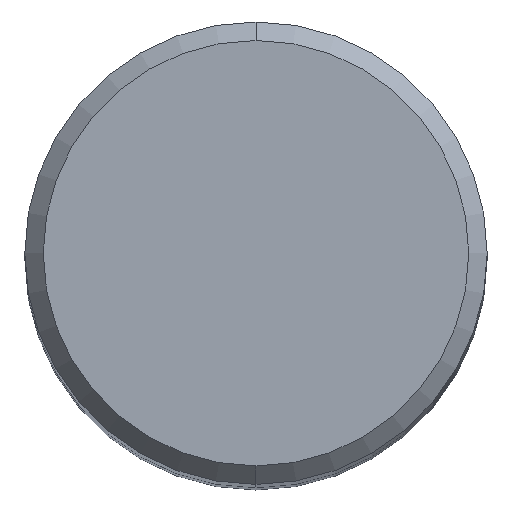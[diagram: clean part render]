
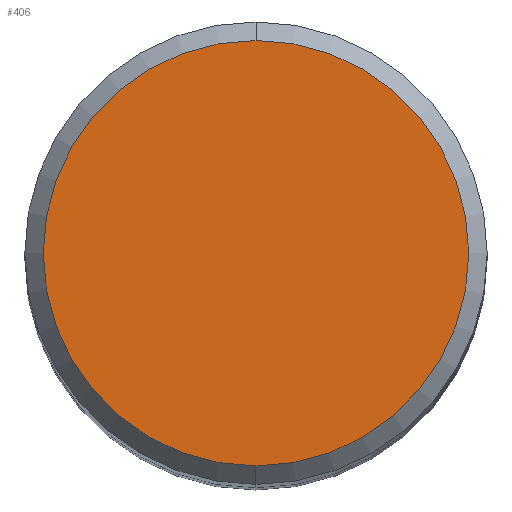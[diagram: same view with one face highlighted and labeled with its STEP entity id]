
A CAD part, top view. The second image highlights one B-rep face of the part: STEP entity #406.
In plain terms, the highlighted planar face has unit normal (0, 0, 1).
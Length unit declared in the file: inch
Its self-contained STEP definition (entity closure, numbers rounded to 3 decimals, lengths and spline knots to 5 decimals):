
#2 = DIRECTION ( 'NONE',  ( 0., 0., -1. ) ) ;
#24 = DIRECTION ( 'NONE',  ( 0., -1., 0. ) ) ;
#36 = PLANE ( 'NONE',  #318 ) ;
#86 = VERTEX_POINT ( 'NONE', #142 ) ;
#125 = EDGE_CURVE ( 'NONE', #86, #261, #176, .T. ) ;
#134 = DIRECTION ( 'NONE',  ( 0., 1., 0. ) ) ;
#142 = CARTESIAN_POINT ( 'NONE',  ( 0., -0.23, 0. ) ) ;
#176 = CIRCLE ( 'NONE', #328, 0.23 ) ;
#181 = EDGE_LOOP ( 'NONE', ( #414, #229 ) ) ;
#189 = CARTESIAN_POINT ( 'NONE',  ( 0., 0.23, 0. ) ) ;
#191 = AXIS2_PLACEMENT_3D ( 'NONE', #390, #258, #290 ) ;
#229 = ORIENTED_EDGE ( 'NONE', *, *, #125, .T. ) ;
#252 = DIRECTION ( 'NONE',  ( 0., 0., 1. ) ) ;
#258 = DIRECTION ( 'NONE',  ( 0., 0., 1. ) ) ;
#261 = VERTEX_POINT ( 'NONE', #402 ) ;
#276 = EDGE_CURVE ( 'NONE', #261, #86, #404, .T. ) ;
#290 = DIRECTION ( 'NONE',  ( 0., -1., 0. ) ) ;
#309 = CARTESIAN_POINT ( 'NONE',  ( 0., 0., 0. ) ) ;
#318 = AXIS2_PLACEMENT_3D ( 'NONE', #189, #2, #134 ) ;
#328 = AXIS2_PLACEMENT_3D ( 'NONE', #309, #252, #24 ) ;
#353 = FACE_OUTER_BOUND ( 'NONE', #181, .T. ) ;
#390 = CARTESIAN_POINT ( 'NONE',  ( 0., 0., 0. ) ) ;
#402 = CARTESIAN_POINT ( 'NONE',  ( 0., 0.23, 0. ) ) ;
#404 = CIRCLE ( 'NONE', #191, 0.23 ) ;
#406 = ADVANCED_FACE ( 'NONE', ( #353 ), #36, .F. ) ;
#414 = ORIENTED_EDGE ( 'NONE', *, *, #276, .T. ) ;
